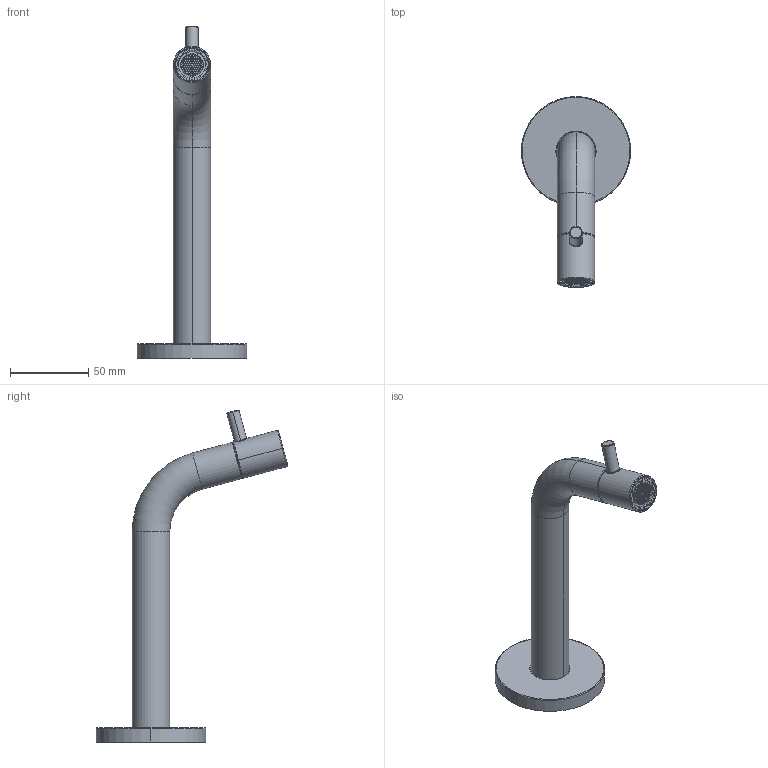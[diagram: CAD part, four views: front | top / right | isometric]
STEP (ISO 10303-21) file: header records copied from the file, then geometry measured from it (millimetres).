
FILE_DESCRIPTION((''),'2;1');
FILE_NAME('MI213CR','2021-11-25T09:59:12',('ut3'),('PAFFONI SpA'),'CREO PARAMETRIC BY PTC INC, 2020044','CREO PARAMETRIC BY PTC INC, 2020044','');
FILE_SCHEMA(('CONFIG_CONTROL_DESIGN','SHAPE_APPEARANCE_LAYERS_GROUPS'));
Products named in the file (1): MI213CR
Bounding box: 70 x 122.45 x 212.29 mm (x, y, z)
Volume: 65498 mm3; surface area: 49285 mm2
Topology: 4 solids, 4 shells, 3463 faces, 9991 edges, 6493 vertices
Faces by surface type: plane 3015, cylinder 358, torus 60, cone 24, bspline 6
Entity records: 156283 total; most frequent: CARTESIAN_POINT 50103, ORIENTED_EDGE 19974, DIRECTION 12028, EDGE_CURVE 9987, VERTEX_POINT 6491, B_SPLINE_CURVE_WITH_KNOTS 5406, EDGE_LOOP 4224, VECTOR 4046
